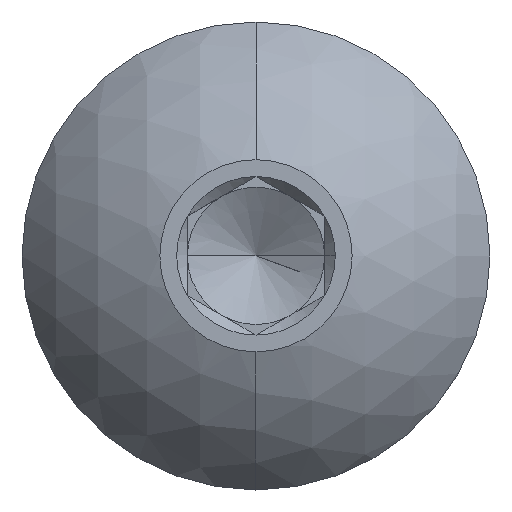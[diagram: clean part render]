
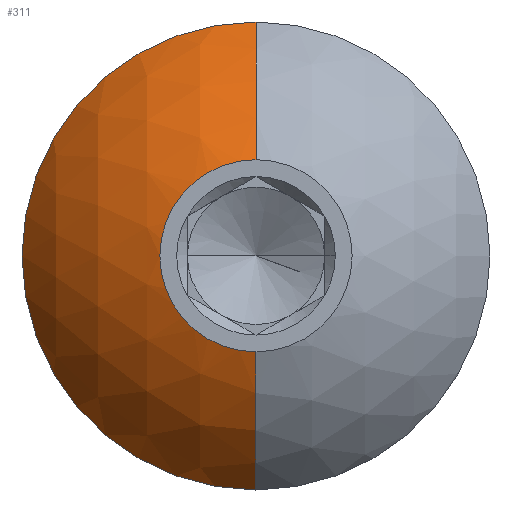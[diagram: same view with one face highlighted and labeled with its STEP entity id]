
A CAD part, top view. The second image highlights one B-rep face of the part: STEP entity #311.
In plain terms, the highlighted spherical face has radius 3.169 mm.
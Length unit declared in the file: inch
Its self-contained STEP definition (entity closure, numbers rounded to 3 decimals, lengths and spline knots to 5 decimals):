
#15 = VERTEX_POINT ( 'NONE', #2583 ) ;
#16 = CIRCLE ( 'NONE', #1264, 0.04375 ) ;
#144 = DIRECTION ( 'NONE',  ( 1., 0., 0. ) ) ;
#234 = AXIS2_PLACEMENT_3D ( 'NONE', #1586, #1643, #1844 ) ;
#270 = AXIS2_PLACEMENT_3D ( 'NONE', #2348, #602, #144 ) ;
#311 = ADVANCED_FACE ( 'NONE', ( #2249 ), #1571, .T. ) ;
#348 = EDGE_CURVE ( 'NONE', #15, #2222, #2992, .T. ) ;
#385 = DIRECTION ( 'NONE',  ( 1., 0., 0. ) ) ;
#602 = DIRECTION ( 'NONE',  ( 0., 0., 1. ) ) ;
#628 = CARTESIAN_POINT ( 'NONE',  ( 0., 0., 0.03767 ) ) ;
#643 = EDGE_CURVE ( 'NONE', #1817, #3075, #1919, .T. ) ;
#650 = DIRECTION ( 'NONE',  ( 0., 0., -1. ) ) ;
#704 = ORIENTED_EDGE ( 'NONE', *, *, #2255, .T. ) ;
#832 = ORIENTED_EDGE ( 'NONE', *, *, #348, .T. ) ;
#842 = CARTESIAN_POINT ( 'NONE',  ( 0., 0.04375, 0.1545 ) ) ;
#846 = DIRECTION ( 'NONE',  ( -1., 0., 0. ) ) ;
#881 = AXIS2_PLACEMENT_3D ( 'NONE', #2567, #846, #1865 ) ;
#947 = VERTEX_POINT ( 'NONE', #2309 ) ;
#1021 = EDGE_LOOP ( 'NONE', ( #832, #1530, #1525, #2482, #704 ) ) ;
#1053 = DIRECTION ( 'NONE',  ( -1., 0., 0. ) ) ;
#1264 = AXIS2_PLACEMENT_3D ( 'NONE', #1579, #2534, #3053 ) ;
#1303 = DIRECTION ( 'NONE',  ( 0., -1., 0. ) ) ;
#1329 = CARTESIAN_POINT ( 'NONE',  ( 0., 0., 0.03767 ) ) ;
#1431 = AXIS2_PLACEMENT_3D ( 'NONE', #628, #385, #650 ) ;
#1525 = ORIENTED_EDGE ( 'NONE', *, *, #2991, .F. ) ;
#1530 = ORIENTED_EDGE ( 'NONE', *, *, #2182, .T. ) ;
#1571 = SPHERICAL_SURFACE ( 'NONE', #881, 0.12476 ) ;
#1579 = CARTESIAN_POINT ( 'NONE',  ( 0., 0., 0.1545 ) ) ;
#1586 = CARTESIAN_POINT ( 'NONE',  ( 0., 0., 0.10264 ) ) ;
#1643 = DIRECTION ( 'NONE',  ( 0., 0., 1. ) ) ;
#1806 = CIRCLE ( 'NONE', #2922, 0.12476 ) ;
#1817 = VERTEX_POINT ( 'NONE', #2132 ) ;
#1844 = DIRECTION ( 'NONE',  ( 1., 0., 0. ) ) ;
#1865 = DIRECTION ( 'NONE',  ( 0., 1., 0. ) ) ;
#1919 = CIRCLE ( 'NONE', #1431, 0.12476 ) ;
#2075 = CARTESIAN_POINT ( 'NONE',  ( 0., -0.1065, 0.10264 ) ) ;
#2132 = CARTESIAN_POINT ( 'NONE',  ( 0., 0.1065, 0.10264 ) ) ;
#2182 = EDGE_CURVE ( 'NONE', #2222, #947, #1806, .T. ) ;
#2222 = VERTEX_POINT ( 'NONE', #2075 ) ;
#2249 = FACE_OUTER_BOUND ( 'NONE', #1021, .T. ) ;
#2255 = EDGE_CURVE ( 'NONE', #1817, #15, #2511, .T. ) ;
#2309 = CARTESIAN_POINT ( 'NONE',  ( 0., -0.04375, 0.1545 ) ) ;
#2348 = CARTESIAN_POINT ( 'NONE',  ( 0., 0., 0.10264 ) ) ;
#2482 = ORIENTED_EDGE ( 'NONE', *, *, #643, .F. ) ;
#2511 = CIRCLE ( 'NONE', #234, 0.1065 ) ;
#2534 = DIRECTION ( 'NONE',  ( 0., 0., 1. ) ) ;
#2567 = CARTESIAN_POINT ( 'NONE',  ( 0., 0., 0.03767 ) ) ;
#2583 = CARTESIAN_POINT ( 'NONE',  ( -0.1065, 0., 0.10264 ) ) ;
#2922 = AXIS2_PLACEMENT_3D ( 'NONE', #1329, #1053, #1303 ) ;
#2991 = EDGE_CURVE ( 'NONE', #3075, #947, #16, .T. ) ;
#2992 = CIRCLE ( 'NONE', #270, 0.1065 ) ;
#3053 = DIRECTION ( 'NONE',  ( 1., 0., 0. ) ) ;
#3075 = VERTEX_POINT ( 'NONE', #842 ) ;
